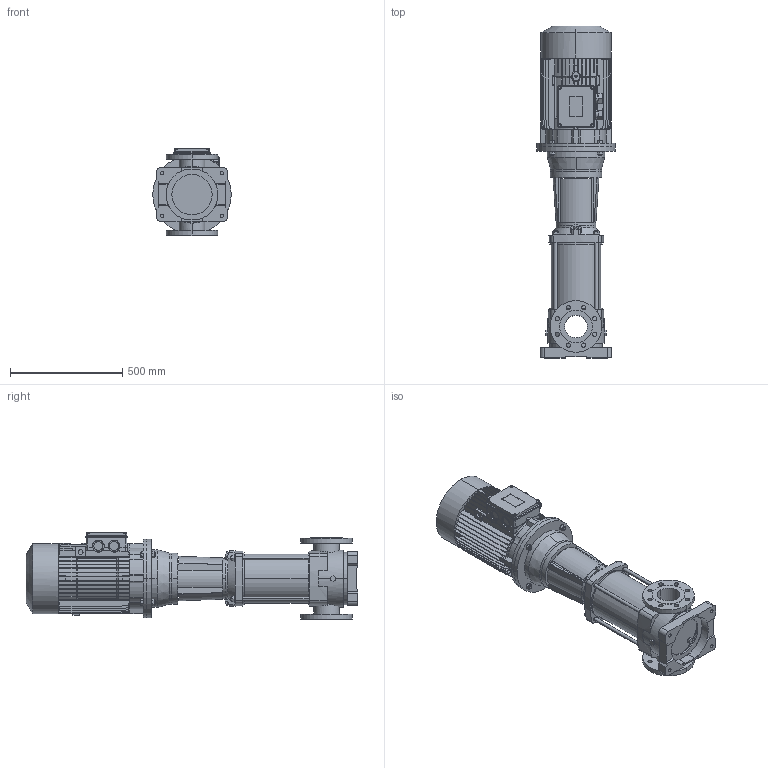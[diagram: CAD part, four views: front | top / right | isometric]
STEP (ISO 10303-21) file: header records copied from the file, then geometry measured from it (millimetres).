
FILE_DESCRIPTION (( 'STEP AP203' ), '1' );
FILE_NAME ('4.93.632.25swa00.step', '2023-04-28T10:31:35', ( '' ), ( '' ), 'SwSTEP 2.0', 'SolidWorks 2020', '' );
FILE_SCHEMA (( 'CONFIG_CONTROL_DESIGN' ));
Length unit declared in the file: millimetre
Products named in the file (6): 10007576swa02_M160 ANONIMO; 10007573swp01_160 ANONIMO; 4.93.632.25swa00; 10007670swn00_M40x1.5; 10007568swp00_M160 B5-De350; MXV 100-6503-2R-60A 4.93.631.04^4.93.632.25swa00
Assembly tree (6 placements, depth 3):
  4.93.632.25swa00
    MXV 100-6503-2R-60A 4.93.631.04^4.93.632.25swa00
    10007576swa02_M160 ANONIMO
      10007568swp00_M160 B5-De350
      10007573swp01_160 ANONIMO
      10007670swn00_M40x1.5  x2
Bounding box: 350 x 1479.3 x 388 mm (x, y, z)
Volume: 50176313.6 mm3; surface area: 3913660.3 mm2
Topology: 36 solids, 44 shells, 1964 faces, 5096 edges, 3305 vertices
Faces by surface type: plane 1188, cylinder 464, cone 252, bspline 52, torus 8
Entity records: 63236 total; most frequent: CARTESIAN_POINT 16704, ORIENTED_EDGE 9814, DIRECTION 9033, EDGE_CURVE 4907, VERTEX_POINT 3207, LINE 3073, VECTOR 3073, AXIS2_PLACEMENT_3D 2980
